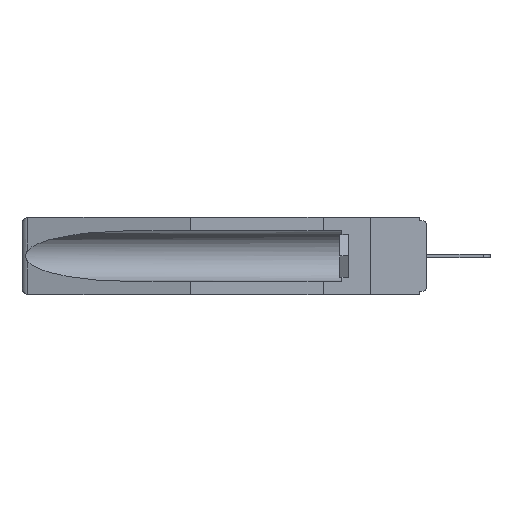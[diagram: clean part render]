
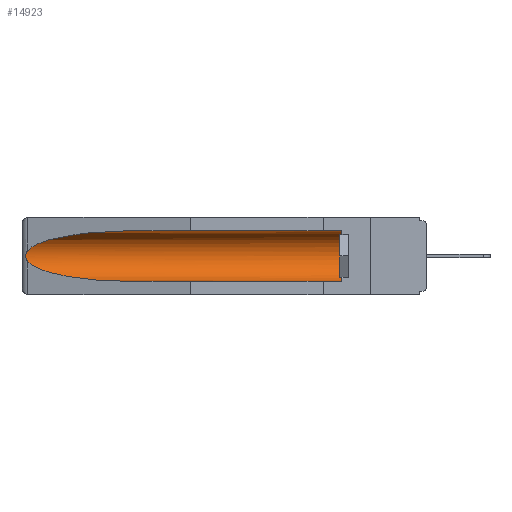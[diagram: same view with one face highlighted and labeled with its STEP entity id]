
A CAD part, left-side view. The second image highlights one B-rep face of the part: STEP entity #14923.
In plain terms, the highlighted cylindrical face has radius 2.857 mm (diameter 5.715 mm), a partial arc.
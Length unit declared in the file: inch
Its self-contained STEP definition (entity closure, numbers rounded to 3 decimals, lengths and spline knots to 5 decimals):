
#495 = EDGE_CURVE ( 'NONE', #12778, #12265, #12164, .T. ) ;
#1351 = ORIENTED_EDGE ( 'NONE', *, *, #17689, .F. ) ;
#1581 = EDGE_CURVE ( 'NONE', #10119, #19918, #19518, .T. ) ;
#2215 = DIRECTION ( 'NONE',  ( 0., 0., 1. ) ) ;
#2404 = DIRECTION ( 'NONE',  ( 0., 1., 0. ) ) ;
#2534 = CARTESIAN_POINT ( 'NONE',  ( 0.21114, 1.30732, -0.059 ) ) ;
#3556 = CARTESIAN_POINT ( 'NONE',  ( 0.155, 1.07973, -0.059 ) ) ;
#4310 = CARTESIAN_POINT ( 'NONE',  ( 0.26597, 1.52961, -0.15275 ) ) ;
#4491 = VERTEX_POINT ( 'NONE', #16066 ) ;
#4978 = DIRECTION ( 'NONE',  ( 0., -1., 0. ) ) ;
#5022 = CARTESIAN_POINT ( 'NONE',  ( 0.155, 1.07973, -0.284 ) ) ;
#5125 = CARTESIAN_POINT ( 'NONE',  ( 0.21114, 1.30732, -0.284 ) ) ;
#5356 = LINE ( 'NONE', #11782, #12652 ) ;
#5440 = CARTESIAN_POINT ( 'NONE',  ( 0.2675, 1.53308, -0.17534 ) ) ;
#5939 = CARTESIAN_POINT ( 'NONE',  ( 0.2673, 1.53269, -0.17917 ) ) ;
#6483 = VERTEX_POINT ( 'NONE', #13694 ) ;
#6554 = CARTESIAN_POINT ( 'NONE',  ( 0.26537, 1.52718, -0.19328 ) ) ;
#6749 = AXIS2_PLACEMENT_3D ( 'NONE', #7945, #4978, #11217 ) ;
#6897 = ORIENTED_EDGE ( 'NONE', *, *, #495, .T. ) ;
#6917 = CARTESIAN_POINT ( 'NONE',  ( 0.25451, 1.48313, -0.09465 ) ) ;
#7216 = B_SPLINE_CURVE_WITH_KNOTS ( 'NONE', 3,
 ( #18275, #4310, #10547, #16767, #14735, #5440, #5939, #15233, #9008, #11046 ),
 .UNSPECIFIED., .F., .F.,
 ( 4, 2, 2, 2, 4 ),
 ( 0., 0.00029, 0.00058, 0.00087, 0.00117 ),
 .UNSPECIFIED. ) ;
#7651 = AXIS2_PLACEMENT_3D ( 'NONE', #9974, #16082, #2215 ) ;
#7769 = CARTESIAN_POINT ( 'NONE',  ( 0.26537, 1.52718, -0.19328 ) ) ;
#7945 = CARTESIAN_POINT ( 'NONE',  ( 0.155, 0.126, -0.1715 ) ) ;
#8234 = FACE_OUTER_BOUND ( 'NONE', #18869, .T. ) ;
#8650 = CARTESIAN_POINT ( 'NONE',  ( 0.155, -0.30754, -0.059 ) ) ;
#8809 = EDGE_CURVE ( 'NONE', #6483, #12778, #7216, .T. ) ;
#9008 = CARTESIAN_POINT ( 'NONE',  ( 0.26597, 1.5296, -0.19026 ) ) ;
#9552 = EDGE_CURVE ( 'NONE', #19918, #6483, #10194, .T. ) ;
#9974 = CARTESIAN_POINT ( 'NONE',  ( 0.155, -0.30754, -0.1715 ) ) ;
#10119 = VERTEX_POINT ( 'NONE', #18200 ) ;
#10156 = ORIENTED_EDGE ( 'NONE', *, *, #8809, .T. ) ;
#10194 =( BOUNDED_CURVE ( )  B_SPLINE_CURVE ( 3, ( #11522, #2534, #6917, #14784 ),
 .UNSPECIFIED., .F., .T. ) 
 B_SPLINE_CURVE_WITH_KNOTS ( ( 4, 4 ),
 ( 4.71239, 6.08839 ),
 .UNSPECIFIED. ) 
 CURVE ( )  GEOMETRIC_REPRESENTATION_ITEM ( )  RATIONAL_B_SPLINE_CURVE ( ( 1., 0.848, 0.848, 1. ) ) 
 REPRESENTATION_ITEM ( '' )  );
#10547 = CARTESIAN_POINT ( 'NONE',  ( 0.26654, 1.53092, -0.15636 ) ) ;
#11046 = CARTESIAN_POINT ( 'NONE',  ( 0.26537, 1.52718, -0.19328 ) ) ;
#11217 = DIRECTION ( 'NONE',  ( 0., 0., 1. ) ) ;
#11348 = ORIENTED_EDGE ( 'NONE', *, *, #17125, .T. ) ;
#11522 = CARTESIAN_POINT ( 'NONE',  ( 0.155, 1.07973, -0.059 ) ) ;
#11782 = CARTESIAN_POINT ( 'NONE',  ( 0.155, -0.30754, -0.284 ) ) ;
#12164 =( BOUNDED_CURVE ( )  B_SPLINE_CURVE ( 3, ( #6554, #12901, #5125, #5022 ),
 .UNSPECIFIED., .F., .F. ) 
 B_SPLINE_CURVE_WITH_KNOTS ( ( 4, 4 ),
 ( 0.1948, 1.5708 ),
 .UNSPECIFIED. ) 
 CURVE ( )  GEOMETRIC_REPRESENTATION_ITEM ( )  RATIONAL_B_SPLINE_CURVE ( ( 1., 0.848, 0.848, 1. ) ) 
 REPRESENTATION_ITEM ( '' )  );
#12265 = VERTEX_POINT ( 'NONE', #20104 ) ;
#12652 = VECTOR ( 'NONE', #2404, 39.37008 ) ;
#12778 = VERTEX_POINT ( 'NONE', #7769 ) ;
#12901 = CARTESIAN_POINT ( 'NONE',  ( 0.25451, 1.48313, -0.24835 ) ) ;
#13376 = VECTOR ( 'NONE', #14871, 39.37008 ) ;
#13694 = CARTESIAN_POINT ( 'NONE',  ( 0.26537, 1.52718, -0.14972 ) ) ;
#14735 = CARTESIAN_POINT ( 'NONE',  ( 0.2675, 1.53308, -0.16763 ) ) ;
#14784 = CARTESIAN_POINT ( 'NONE',  ( 0.26537, 1.52718, -0.14972 ) ) ;
#14871 = DIRECTION ( 'NONE',  ( 0., 1., 0. ) ) ;
#14923 = ADVANCED_FACE ( 'NONE', ( #8234 ), #16185, .F. ) ;
#15233 = CARTESIAN_POINT ( 'NONE',  ( 0.26655, 1.53094, -0.18657 ) ) ;
#15869 = CIRCLE ( 'NONE', #6749, 0.1125 ) ;
#16066 = CARTESIAN_POINT ( 'NONE',  ( 0.155, 0.126, -0.284 ) ) ;
#16082 = DIRECTION ( 'NONE',  ( 0., 1., 0. ) ) ;
#16185 = CYLINDRICAL_SURFACE ( 'NONE', #7651, 0.1125 ) ;
#16767 = CARTESIAN_POINT ( 'NONE',  ( 0.2673, 1.5327, -0.16383 ) ) ;
#17125 = EDGE_CURVE ( 'NONE', #4491, #10119, #15869, .T. ) ;
#17689 = EDGE_CURVE ( 'NONE', #4491, #12265, #5356, .T. ) ;
#17844 = ORIENTED_EDGE ( 'NONE', *, *, #1581, .T. ) ;
#18060 = ORIENTED_EDGE ( 'NONE', *, *, #9552, .T. ) ;
#18200 = CARTESIAN_POINT ( 'NONE',  ( 0.155, 0.126, -0.059 ) ) ;
#18275 = CARTESIAN_POINT ( 'NONE',  ( 0.26537, 1.52718, -0.14972 ) ) ;
#18869 = EDGE_LOOP ( 'NONE', ( #18060, #10156, #6897, #1351, #11348, #17844 ) ) ;
#19518 = LINE ( 'NONE', #8650, #13376 ) ;
#19918 = VERTEX_POINT ( 'NONE', #3556 ) ;
#20104 = CARTESIAN_POINT ( 'NONE',  ( 0.155, 1.07973, -0.284 ) ) ;
